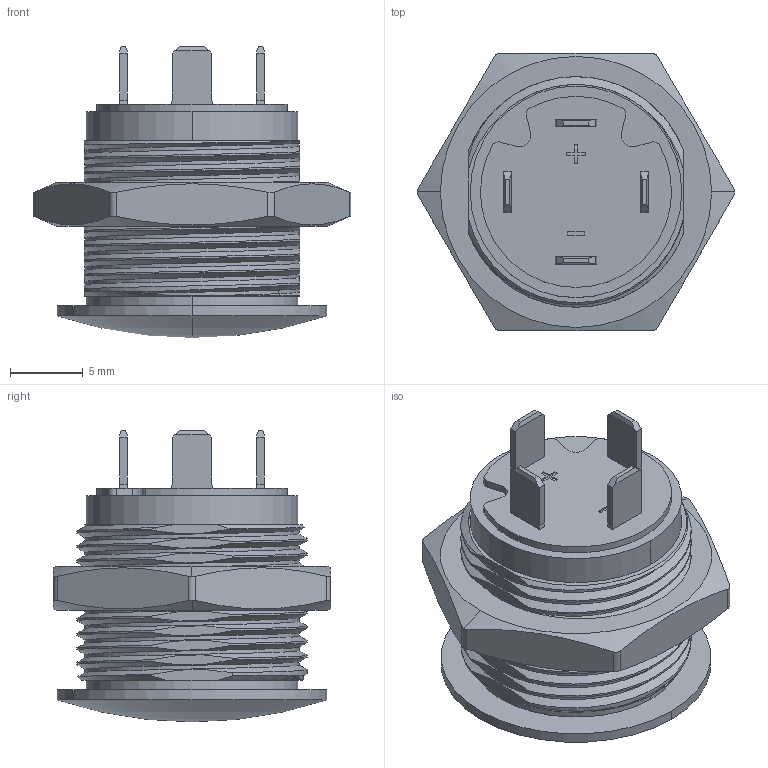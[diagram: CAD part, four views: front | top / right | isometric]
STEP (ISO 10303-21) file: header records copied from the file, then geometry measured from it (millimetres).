
FILE_DESCRIPTION((''),'2;1');
FILE_NAME('C-2213775-1','2016-02-15T',('workeradm'),('Tyco Electronics Ltd.'),'CREO PARAMETRIC BY PTC INC, 2015200','CREO PARAMETRIC BY PTC INC, 2015200','');
FILE_SCHEMA(('AUTOMOTIVE_DESIGN { 1 0 10303 214 1 1 1 1 }'));
Length unit declared in the file: millimetre
Products named in the file (1): C-2213775-1
Bounding box: 21.78 x 19 x 20 mm (x, y, z)
Volume: 3212.6 mm3; surface area: 1840.2 mm2
Topology: 1 solids, 1 shells, 158 faces, 427 edges, 281 vertices
Faces by surface type: plane 97, cylinder 36, bspline 14, cone 9, sphere 2
Entity records: 9649 total; most frequent: CARTESIAN_POINT 5891, ORIENTED_EDGE 850, DIRECTION 629, EDGE_CURVE 425, VERTEX_POINT 281, VECTOR 255, LINE 255, AXIS2_PLACEMENT_3D 187
